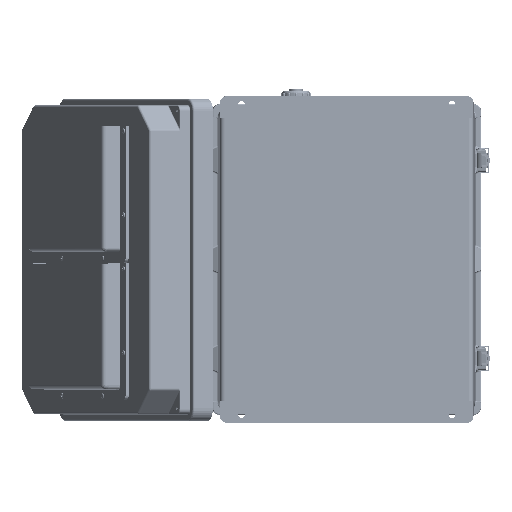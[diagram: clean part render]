
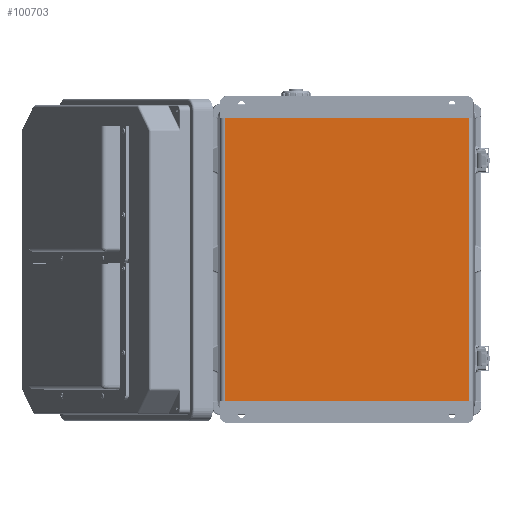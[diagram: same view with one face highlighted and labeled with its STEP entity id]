
A CAD part, front view. The second image highlights one B-rep face of the part: STEP entity #100703.
In plain terms, the highlighted planar face has unit normal (0, -1, 0).
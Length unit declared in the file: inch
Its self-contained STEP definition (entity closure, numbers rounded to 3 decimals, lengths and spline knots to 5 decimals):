
#817 = DIRECTION ( 'NONE',  ( -1., 0., 0. ) ) ;
#1079 = CARTESIAN_POINT ( 'NONE',  ( -5.78771, 0.05906, -1.04331 ) ) ;
#4738 = FACE_OUTER_BOUND ( 'NONE', #124090, .T. ) ;
#11586 = DIRECTION ( 'NONE',  ( 0., 0., 1. ) ) ;
#27627 = VECTOR ( 'NONE', #152485, 39.37008 ) ;
#28221 = AXIS2_PLACEMENT_3D ( 'NONE', #54590, #162122, #81935 ) ;
#33381 = EDGE_CURVE ( 'NONE', #33549, #111806, #124472, .T. ) ;
#33549 = VERTEX_POINT ( 'NONE', #118839 ) ;
#38522 = ORIENTED_EDGE ( 'NONE', *, *, #33381, .F. ) ;
#40123 = EDGE_CURVE ( 'NONE', #105894, #73389, #65198, .T. ) ;
#48847 = ORIENTED_EDGE ( 'NONE', *, *, #88311, .T. ) ;
#51399 = ORIENTED_EDGE ( 'NONE', *, *, #40123, .T. ) ;
#54590 = CARTESIAN_POINT ( 'NONE',  ( 6.11811, 0.05906, -1.04331 ) ) ;
#60507 = EDGE_CURVE ( 'NONE', #111806, #73389, #66839, .T. ) ;
#63743 = VECTOR ( 'NONE', #817, 39.37008 ) ;
#65198 = LINE ( 'NONE', #94384, #63743 ) ;
#66839 = LINE ( 'NONE', #105168, #66969 ) ;
#66969 = VECTOR ( 'NONE', #11586, 39.37008 ) ;
#73389 = VERTEX_POINT ( 'NONE', #1079 ) ;
#74430 = CARTESIAN_POINT ( 'NONE',  ( 6.11811, 0.05906, -14.4685 ) ) ;
#81935 = DIRECTION ( 'NONE',  ( 0., 0., 1. ) ) ;
#85555 = CARTESIAN_POINT ( 'NONE',  ( 5.78771, 0.05906, -1.04331 ) ) ;
#88311 = EDGE_CURVE ( 'NONE', #33549, #105894, #102973, .T. ) ;
#94384 = CARTESIAN_POINT ( 'NONE',  ( 6.11811, 0.05906, -1.04331 ) ) ;
#98595 = CARTESIAN_POINT ( 'NONE',  ( 5.78771, 0.05906, -1.04331 ) ) ;
#100703 = ADVANCED_FACE ( 'NONE', ( #4738 ), #148724, .F. ) ;
#102973 = LINE ( 'NONE', #98595, #27627 ) ;
#105168 = CARTESIAN_POINT ( 'NONE',  ( -5.78771, 0.05906, -1.04331 ) ) ;
#105894 = VERTEX_POINT ( 'NONE', #85555 ) ;
#107798 = ORIENTED_EDGE ( 'NONE', *, *, #60507, .F. ) ;
#111806 = VERTEX_POINT ( 'NONE', #173523 ) ;
#115379 = DIRECTION ( 'NONE',  ( -1., 0., 0. ) ) ;
#118839 = CARTESIAN_POINT ( 'NONE',  ( 5.78771, 0.05906, -14.4685 ) ) ;
#123654 = VECTOR ( 'NONE', #115379, 39.37008 ) ;
#124090 = EDGE_LOOP ( 'NONE', ( #107798, #38522, #48847, #51399 ) ) ;
#124472 = LINE ( 'NONE', #74430, #123654 ) ;
#148724 = PLANE ( 'NONE',  #28221 ) ;
#152485 = DIRECTION ( 'NONE',  ( 0., 0., 1. ) ) ;
#162122 = DIRECTION ( 'NONE',  ( 0., 1., 0. ) ) ;
#173523 = CARTESIAN_POINT ( 'NONE',  ( -5.78771, 0.05906, -14.4685 ) ) ;
